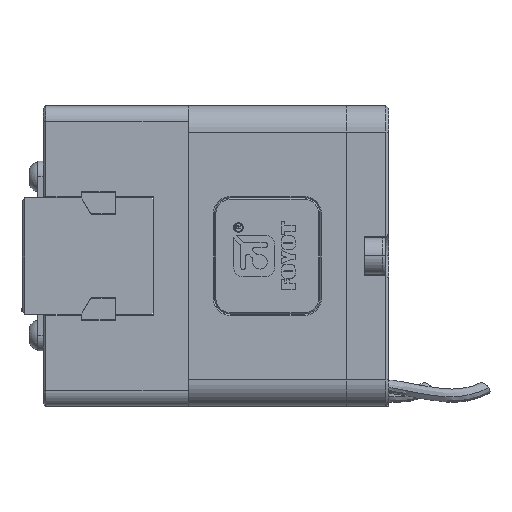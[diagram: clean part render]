
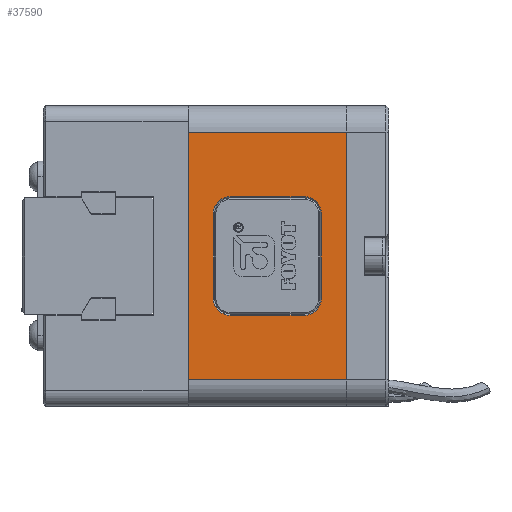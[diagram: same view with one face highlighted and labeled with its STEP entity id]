
A CAD part, left-side view. The second image highlights one B-rep face of the part: STEP entity #37590.
In plain terms, the highlighted face is planar.
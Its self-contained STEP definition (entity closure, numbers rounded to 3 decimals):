
#164 = ORIENTED_EDGE ( 'NONE', *, *, #47466, .T. ) ;
#194 = CIRCLE ( 'NONE', #27421, 3.25 ) ;
#608 = DIRECTION ( 'NONE',  ( -1., 0., 0. ) ) ;
#718 = VERTEX_POINT ( 'NONE', #31765 ) ;
#1023 = EDGE_CURVE ( 'NONE', #52519, #40890, #61086, .T. ) ;
#1142 = ORIENTED_EDGE ( 'NONE', *, *, #48648, .T. ) ;
#1522 = ORIENTED_EDGE ( 'NONE', *, *, #5352, .T. ) ;
#1922 = DIRECTION ( 'NONE',  ( 0., 1., 0. ) ) ;
#2472 = LINE ( 'NONE', #51146, #39994 ) ;
#4355 = AXIS2_PLACEMENT_3D ( 'NONE', #29916, #608, #34864 ) ;
#5204 = VERTEX_POINT ( 'NONE', #12404 ) ;
#5352 = EDGE_CURVE ( 'NONE', #40890, #718, #53595, .T. ) ;
#5377 = CARTESIAN_POINT ( 'NONE',  ( 47., 11.25, -30. ) ) ;
#5883 = ORIENTED_EDGE ( 'NONE', *, *, #60485, .T. ) ;
#6258 = CARTESIAN_POINT ( 'NONE',  ( 47., 8., -8. ) ) ;
#6730 = EDGE_LOOP ( 'NONE', ( #25182, #14453, #42429, #164 ) ) ;
#6933 = CARTESIAN_POINT ( 'NONE',  ( 47., 8., -22. ) ) ;
#9395 = DIRECTION ( 'NONE',  ( 0., 0., -1. ) ) ;
#9882 = CARTESIAN_POINT ( 'NONE',  ( 47., 28.5, -30. ) ) ;
#10092 = DIRECTION ( 'NONE',  ( -1., 0., 0. ) ) ;
#11119 = AXIS2_PLACEMENT_3D ( 'NONE', #63342, #30227, #59326 ) ;
#11173 = DIRECTION ( 'NONE',  ( 0., 0., 1. ) ) ;
#11829 = VECTOR ( 'NONE', #16622, 1000. ) ;
#11853 = DIRECTION ( 'NONE',  ( 0., 0., 1. ) ) ;
#12404 = CARTESIAN_POINT ( 'NONE',  ( 47., 23.5, 0. ) ) ;
#14453 = ORIENTED_EDGE ( 'NONE', *, *, #52219, .T. ) ;
#14590 = ORIENTED_EDGE ( 'NONE', *, *, #1023, .T. ) ;
#14908 = CARTESIAN_POINT ( 'NONE',  ( 47., -23.5, -30. ) ) ;
#14949 = VECTOR ( 'NONE', #28109, 1000. ) ;
#14979 = CARTESIAN_POINT ( 'NONE',  ( 47., 8., -25.25 ) ) ;
#15307 = VERTEX_POINT ( 'NONE', #17378 ) ;
#15501 = EDGE_CURVE ( 'NONE', #17588, #46077, #33041, .T. ) ;
#16622 = DIRECTION ( 'NONE',  ( 0., -1., 0. ) ) ;
#17378 = CARTESIAN_POINT ( 'NONE',  ( 47., -8., -25.25 ) ) ;
#17517 = EDGE_CURVE ( 'NONE', #33334, #15307, #50388, .T. ) ;
#17588 = VERTEX_POINT ( 'NONE', #63359 ) ;
#18957 = VERTEX_POINT ( 'NONE', #52257 ) ;
#19997 = VECTOR ( 'NONE', #24785, 1000. ) ;
#20611 = VECTOR ( 'NONE', #9395, 1000. ) ;
#23189 = FACE_BOUND ( 'NONE', #57434, .T. ) ;
#24463 = AXIS2_PLACEMENT_3D ( 'NONE', #9882, #10092, #44324 ) ;
#24723 = FACE_OUTER_BOUND ( 'NONE', #6730, .T. ) ;
#24763 = LINE ( 'NONE', #60535, #11829 ) ;
#24785 = DIRECTION ( 'NONE',  ( 0., 0., -1. ) ) ;
#25182 = ORIENTED_EDGE ( 'NONE', *, *, #48840, .F. ) ;
#26219 = DIRECTION ( 'NONE',  ( 0., -1., 0. ) ) ;
#27421 = AXIS2_PLACEMENT_3D ( 'NONE', #6933, #41176, #11853 ) ;
#27542 = VECTOR ( 'NONE', #1922, 1000. ) ;
#27950 = VERTEX_POINT ( 'NONE', #41837 ) ;
#28109 = DIRECTION ( 'NONE',  ( 0., 0., 1. ) ) ;
#28922 = VERTEX_POINT ( 'NONE', #41433 ) ;
#29461 = CARTESIAN_POINT ( 'NONE',  ( 47., 23.5, -30. ) ) ;
#29916 = CARTESIAN_POINT ( 'NONE',  ( 47., -8., -22. ) ) ;
#30110 = CARTESIAN_POINT ( 'NONE',  ( 47., -11.25, -8. ) ) ;
#30227 = DIRECTION ( 'NONE',  ( -1., 0., 0. ) ) ;
#30840 = EDGE_CURVE ( 'NONE', #18957, #52519, #39491, .T. ) ;
#31585 = AXIS2_PLACEMENT_3D ( 'NONE', #6258, #40521, #11173 ) ;
#31765 = CARTESIAN_POINT ( 'NONE',  ( 47., 8., -4.75 ) ) ;
#32952 = CARTESIAN_POINT ( 'NONE',  ( 47., -8., -4.75 ) ) ;
#33041 = LINE ( 'NONE', #5377, #19997 ) ;
#33144 = ORIENTED_EDGE ( 'NONE', *, *, #17517, .T. ) ;
#33334 = VERTEX_POINT ( 'NONE', #14979 ) ;
#34864 = DIRECTION ( 'NONE',  ( 0., 0., 1. ) ) ;
#35096 = CIRCLE ( 'NONE', #31585, 3.25 ) ;
#36133 = CARTESIAN_POINT ( 'NONE',  ( 47., 28.5, -30. ) ) ;
#36929 = VERTEX_POINT ( 'NONE', #29461 ) ;
#37387 = VECTOR ( 'NONE', #62492, 1000. ) ;
#37590 = ADVANCED_FACE ( 'NONE', ( #23189, #24723 ), #39399, .F. ) ;
#38885 = VECTOR ( 'NONE', #26219, 1000. ) ;
#39399 = PLANE ( 'NONE',  #24463 ) ;
#39491 = LINE ( 'NONE', #57416, #14949 ) ;
#39994 = VECTOR ( 'NONE', #56070, 1000. ) ;
#40521 = DIRECTION ( 'NONE',  ( -1., 0., 0. ) ) ;
#40890 = VERTEX_POINT ( 'NONE', #32952 ) ;
#41176 = DIRECTION ( 'NONE',  ( -1., 0., 0. ) ) ;
#41433 = CARTESIAN_POINT ( 'NONE',  ( 47., -23.5, -30. ) ) ;
#41837 = CARTESIAN_POINT ( 'NONE',  ( 47., -23.5, 0. ) ) ;
#42429 = ORIENTED_EDGE ( 'NONE', *, *, #59347, .T. ) ;
#42841 = CARTESIAN_POINT ( 'NONE',  ( 47., 28.5, -25.25 ) ) ;
#44324 = DIRECTION ( 'NONE',  ( 0., 0., 1. ) ) ;
#46077 = VERTEX_POINT ( 'NONE', #53641 ) ;
#47466 = EDGE_CURVE ( 'NONE', #27950, #28922, #59697, .T. ) ;
#47505 = EDGE_CURVE ( 'NONE', #15307, #18957, #56642, .T. ) ;
#48648 = EDGE_CURVE ( 'NONE', #718, #17588, #35096, .T. ) ;
#48840 = EDGE_CURVE ( 'NONE', #36929, #28922, #51916, .T. ) ;
#50378 = ORIENTED_EDGE ( 'NONE', *, *, #30840, .T. ) ;
#50388 = LINE ( 'NONE', #42841, #37387 ) ;
#51146 = CARTESIAN_POINT ( 'NONE',  ( 47., 23.5, -30. ) ) ;
#51916 = LINE ( 'NONE', #36133, #38885 ) ;
#52219 = EDGE_CURVE ( 'NONE', #36929, #5204, #2472, .T. ) ;
#52257 = CARTESIAN_POINT ( 'NONE',  ( 47., -11.25, -22. ) ) ;
#52519 = VERTEX_POINT ( 'NONE', #30110 ) ;
#52731 = ORIENTED_EDGE ( 'NONE', *, *, #47505, .T. ) ;
#53595 = LINE ( 'NONE', #57480, #27542 ) ;
#53641 = CARTESIAN_POINT ( 'NONE',  ( 47., 11.25, -22. ) ) ;
#56070 = DIRECTION ( 'NONE',  ( 0., 0., 1. ) ) ;
#56642 = CIRCLE ( 'NONE', #4355, 3.25 ) ;
#57416 = CARTESIAN_POINT ( 'NONE',  ( 47., -11.25, -30. ) ) ;
#57434 = EDGE_LOOP ( 'NONE', ( #1142, #62998, #5883, #33144, #52731, #50378, #14590, #1522 ) ) ;
#57480 = CARTESIAN_POINT ( 'NONE',  ( 47., 28.5, -4.75 ) ) ;
#59326 = DIRECTION ( 'NONE',  ( 0., 0., 1. ) ) ;
#59347 = EDGE_CURVE ( 'NONE', #5204, #27950, #24763, .T. ) ;
#59697 = LINE ( 'NONE', #14908, #20611 ) ;
#60485 = EDGE_CURVE ( 'NONE', #46077, #33334, #194, .T. ) ;
#60535 = CARTESIAN_POINT ( 'NONE',  ( 47., 28.5, 0. ) ) ;
#61086 = CIRCLE ( 'NONE', #11119, 3.25 ) ;
#62492 = DIRECTION ( 'NONE',  ( 0., -1., 0. ) ) ;
#62998 = ORIENTED_EDGE ( 'NONE', *, *, #15501, .T. ) ;
#63342 = CARTESIAN_POINT ( 'NONE',  ( 47., -8., -8. ) ) ;
#63359 = CARTESIAN_POINT ( 'NONE',  ( 47., 11.25, -8. ) ) ;
